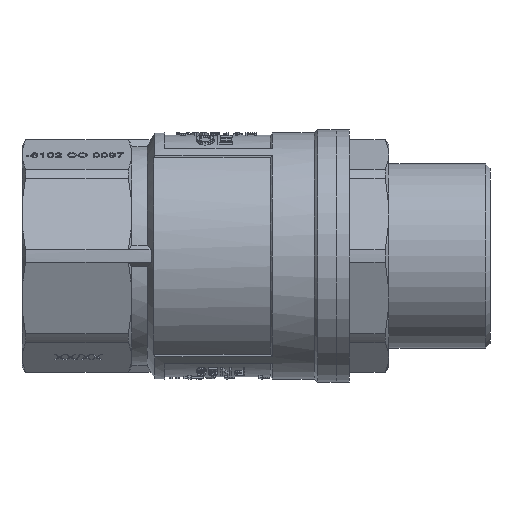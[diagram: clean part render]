
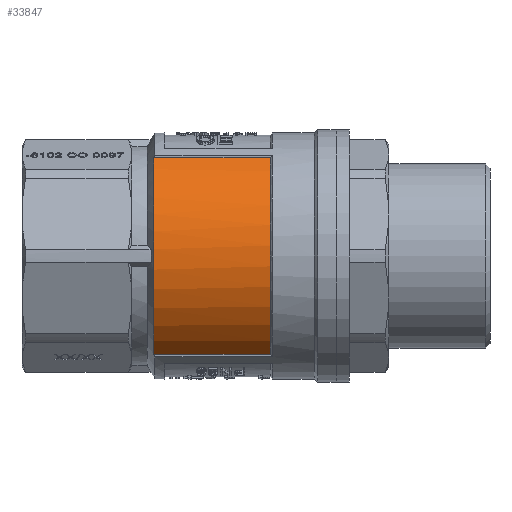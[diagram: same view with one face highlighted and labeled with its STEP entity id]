
A CAD part, front view. The second image highlights one B-rep face of the part: STEP entity #33847.
In plain terms, the highlighted cylindrical face has radius 27.5 mm (diameter 55 mm), a partial arc.
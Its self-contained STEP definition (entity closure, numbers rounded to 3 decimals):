
#1343=CYLINDRICAL_SURFACE('',#48616,27.5);
#2357=LINE('',#65993,#5954);
#2470=LINE('',#66694,#6067);
#5954=VECTOR('',#53649,1000.);
#6067=VECTOR('',#54314,1000.);
#12076=ORIENTED_EDGE('',*,*,#20851,.T.);
#12077=ORIENTED_EDGE('',*,*,#19543,.F.);
#12078=ORIENTED_EDGE('',*,*,#20510,.F.);
#12079=ORIENTED_EDGE('',*,*,#20852,.T.);
#19543=EDGE_CURVE('',#24505,#24506,#27351,.T.);
#20510=EDGE_CURVE('',#25149,#24505,#2357,.T.);
#20851=EDGE_CURVE('',#25449,#24506,#2470,.T.);
#20852=EDGE_CURVE('',#25149,#25449,#27457,.T.);
#24505=VERTEX_POINT('',#64009);
#24506=VERTEX_POINT('',#64010);
#25149=VERTEX_POINT('',#65992);
#25449=VERTEX_POINT('',#66695);
#27351=CIRCLE('',#47440,27.5);
#27457=CIRCLE('',#48617,27.5);
#28216=EDGE_LOOP('',(#12076,#12077,#12078,#12079));
#30249=FACE_BOUND('',#28216,.T.);
#33847=ADVANCED_FACE('',(#30249),#1343,.T.);
#47440=AXIS2_PLACEMENT_3D('',#64008,#51447,#51448);
#48616=AXIS2_PLACEMENT_3D('',#66693,#54312,#54313);
#48617=AXIS2_PLACEMENT_3D('',#66696,#54315,#54316);
#51447=DIRECTION('',(-1.,0.,0.));
#51448=DIRECTION('',(0.,1.,0.));
#53649=DIRECTION('',(-1.,0.,0.));
#54312=DIRECTION('',(-1.,0.,0.));
#54313=DIRECTION('',(0.,1.,0.));
#54314=DIRECTION('',(-1.,0.,0.));
#54315=DIRECTION('',(-1.,0.,0.));
#54316=DIRECTION('',(0.,1.,0.));
#64008=CARTESIAN_POINT('',(-19.707,0.,0.));
#64009=CARTESIAN_POINT('',(-19.707,-16.,-22.366));
#64010=CARTESIAN_POINT('',(-19.707,-16.,22.366));
#65992=CARTESIAN_POINT('',(6.85,-16.,-22.366));
#65993=CARTESIAN_POINT('',(1.6,-16.,-22.366));
#66693=CARTESIAN_POINT('',(1.6,0.,0.));
#66694=CARTESIAN_POINT('',(1.6,-16.,22.366));
#66695=CARTESIAN_POINT('',(6.85,-16.,22.366));
#66696=CARTESIAN_POINT('',(6.85,0.,0.));
